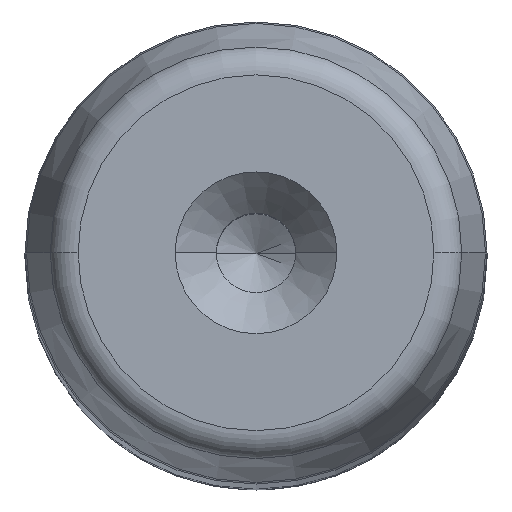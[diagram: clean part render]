
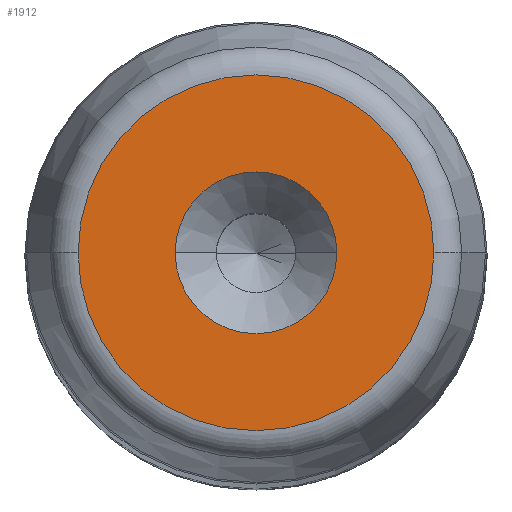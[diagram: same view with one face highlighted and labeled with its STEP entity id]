
A CAD part, top view. The second image highlights one B-rep face of the part: STEP entity #1912.
In plain terms, the highlighted planar face has unit normal (0, 0, 1).
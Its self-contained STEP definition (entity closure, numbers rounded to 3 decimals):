
#62 = DIRECTION ( 'NONE',  ( 0., 0., 1. ) ) ;
#129 = AXIS2_PLACEMENT_3D ( 'NONE', #2797, #422, #2034 ) ;
#252 = VERTEX_POINT ( 'NONE', #525 ) ;
#259 = FACE_BOUND ( 'NONE', #2558, .T. ) ;
#422 = DIRECTION ( 'NONE',  ( 0., 0., 1. ) ) ;
#484 = EDGE_CURVE ( 'NONE', #823, #2426, #1059, .T. ) ;
#525 = CARTESIAN_POINT ( 'NONE',  ( 5.6, 0., 250. ) ) ;
#689 = AXIS2_PLACEMENT_3D ( 'NONE', #2583, #1852, #1402 ) ;
#823 = VERTEX_POINT ( 'NONE', #2829 ) ;
#826 = ORIENTED_EDGE ( 'NONE', *, *, #2474, .F. ) ;
#863 = FACE_OUTER_BOUND ( 'NONE', #3025, .T. ) ;
#1059 = CIRCLE ( 'NONE', #129, 12.322 ) ;
#1062 = AXIS2_PLACEMENT_3D ( 'NONE', #1978, #1080, #2216 ) ;
#1080 = DIRECTION ( 'NONE',  ( 0., 0., 1. ) ) ;
#1195 = CARTESIAN_POINT ( 'NONE',  ( 0., 0., 250. ) ) ;
#1223 = CARTESIAN_POINT ( 'NONE',  ( -5.6, 0., 250. ) ) ;
#1234 = CIRCLE ( 'NONE', #1251, 5.6 ) ;
#1251 = AXIS2_PLACEMENT_3D ( 'NONE', #1195, #62, #1892 ) ;
#1382 = CIRCLE ( 'NONE', #2514, 12.322 ) ;
#1390 = PLANE ( 'NONE',  #689 ) ;
#1402 = DIRECTION ( 'NONE',  ( 1., 0., 0. ) ) ;
#1534 = DIRECTION ( 'NONE',  ( 1., 0., 0. ) ) ;
#1553 = ORIENTED_EDGE ( 'NONE', *, *, #2636, .T. ) ;
#1556 = CIRCLE ( 'NONE', #1062, 5.6 ) ;
#1621 = EDGE_CURVE ( 'NONE', #1808, #252, #1234, .T. ) ;
#1754 = CARTESIAN_POINT ( 'NONE',  ( -12.322, 0., 250. ) ) ;
#1808 = VERTEX_POINT ( 'NONE', #1223 ) ;
#1852 = DIRECTION ( 'NONE',  ( 0., 0., 1. ) ) ;
#1892 = DIRECTION ( 'NONE',  ( 1., 0., 0. ) ) ;
#1912 = ADVANCED_FACE ( 'NONE', ( #863, #259 ), #1390, .T. ) ;
#1978 = CARTESIAN_POINT ( 'NONE',  ( 0., 0., 250. ) ) ;
#2034 = DIRECTION ( 'NONE',  ( 1., 0., 0. ) ) ;
#2216 = DIRECTION ( 'NONE',  ( 1., 0., 0. ) ) ;
#2242 = CARTESIAN_POINT ( 'NONE',  ( 0., 0., 250. ) ) ;
#2286 = DIRECTION ( 'NONE',  ( 0., 0., 1. ) ) ;
#2426 = VERTEX_POINT ( 'NONE', #1754 ) ;
#2474 = EDGE_CURVE ( 'NONE', #252, #1808, #1556, .T. ) ;
#2481 = ORIENTED_EDGE ( 'NONE', *, *, #1621, .F. ) ;
#2514 = AXIS2_PLACEMENT_3D ( 'NONE', #2242, #2286, #1534 ) ;
#2558 = EDGE_LOOP ( 'NONE', ( #826, #2481 ) ) ;
#2583 = CARTESIAN_POINT ( 'NONE',  ( 0., 0., 250. ) ) ;
#2636 = EDGE_CURVE ( 'NONE', #2426, #823, #1382, .T. ) ;
#2797 = CARTESIAN_POINT ( 'NONE',  ( 0., 0., 250. ) ) ;
#2829 = CARTESIAN_POINT ( 'NONE',  ( 12.322, 0., 250. ) ) ;
#2971 = ORIENTED_EDGE ( 'NONE', *, *, #484, .T. ) ;
#3025 = EDGE_LOOP ( 'NONE', ( #2971, #1553 ) ) ;
